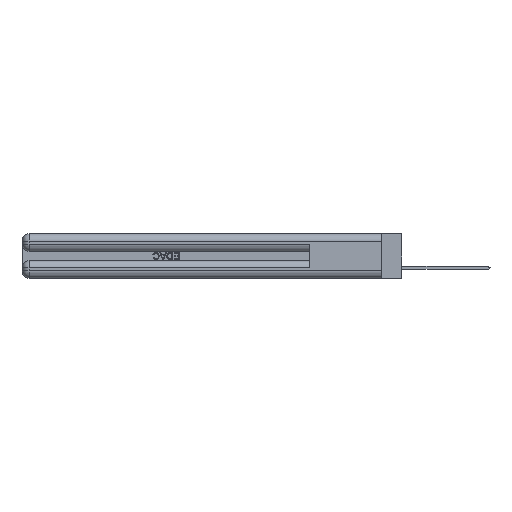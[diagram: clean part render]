
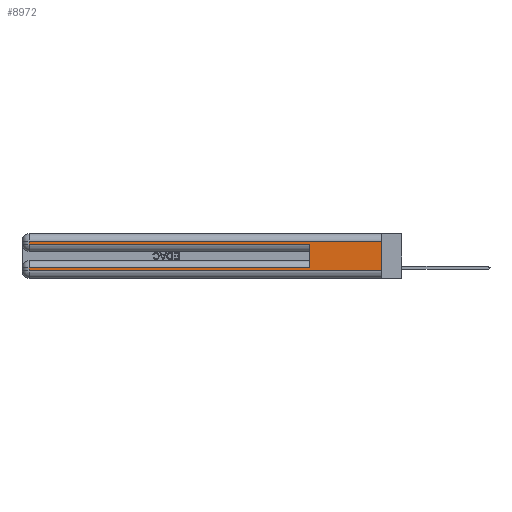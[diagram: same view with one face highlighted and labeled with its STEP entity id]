
A CAD part, left-side view. The second image highlights one B-rep face of the part: STEP entity #8972.
In plain terms, the highlighted planar face has unit normal (-1, 0, 0).
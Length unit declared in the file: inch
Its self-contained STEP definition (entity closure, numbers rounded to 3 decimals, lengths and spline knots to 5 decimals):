
#282 = CARTESIAN_POINT ( 'NONE',  ( 0., 0., 0.37 ) ) ;
#2182 = DIRECTION ( 'NONE',  ( 1., 0., 0. ) ) ;
#2652 = VECTOR ( 'NONE', #10381, 39.37008 ) ;
#3735 = VECTOR ( 'NONE', #45274, 39.37008 ) ;
#3785 = LINE ( 'NONE', #35411, #30688 ) ;
#3920 = EDGE_CURVE ( 'NONE', #37538, #15214, #3785, .T. ) ;
#4723 = LINE ( 'NONE', #32496, #11951 ) ;
#4823 = LINE ( 'NONE', #21016, #2652 ) ;
#5734 = CARTESIAN_POINT ( 'NONE',  ( 0., 2.94, 0.31 ) ) ;
#6401 = VERTEX_POINT ( 'NONE', #24586 ) ;
#6743 = ORIENTED_EDGE ( 'NONE', *, *, #36885, .T. ) ;
#7986 = EDGE_CURVE ( 'NONE', #13308, #32418, #13197, .T. ) ;
#8972 = ADVANCED_FACE ( 'NONE', ( #34990 ), #43821, .F. ) ;
#9633 = LINE ( 'NONE', #28361, #11249 ) ;
#10381 = DIRECTION ( 'NONE',  ( 0., 1., 0. ) ) ;
#11249 = VECTOR ( 'NONE', #31883, 39.37008 ) ;
#11951 = VECTOR ( 'NONE', #32206, 39.37008 ) ;
#13197 = LINE ( 'NONE', #24404, #3735 ) ;
#13308 = VERTEX_POINT ( 'NONE', #38075 ) ;
#14239 = CARTESIAN_POINT ( 'NONE',  ( 0., 2.94, 0.37 ) ) ;
#14311 = CARTESIAN_POINT ( 'NONE',  ( 0., 0.6, 0.285 ) ) ;
#15214 = VERTEX_POINT ( 'NONE', #17866 ) ;
#15726 = ORIENTED_EDGE ( 'NONE', *, *, #43715, .F. ) ;
#16423 = EDGE_CURVE ( 'NONE', #21675, #6401, #9633, .T. ) ;
#17866 = CARTESIAN_POINT ( 'NONE',  ( 0., 2.94, 0.285 ) ) ;
#17991 = DIRECTION ( 'NONE',  ( 0., 0., -1. ) ) ;
#18349 = VECTOR ( 'NONE', #21380, 39.37008 ) ;
#19866 = EDGE_CURVE ( 'NONE', #38911, #37538, #4823, .T. ) ;
#21016 = CARTESIAN_POINT ( 'NONE',  ( 0., 0., 0.31 ) ) ;
#21070 = EDGE_LOOP ( 'NONE', ( #26300, #34839, #32289, #6743, #15726, #45471, #24002, #36110 ) ) ;
#21158 = AXIS2_PLACEMENT_3D ( 'NONE', #26013, #2182, #40709 ) ;
#21380 = DIRECTION ( 'NONE',  ( 0., 0., -1. ) ) ;
#21675 = VERTEX_POINT ( 'NONE', #39889 ) ;
#21884 = DIRECTION ( 'NONE',  ( 0., 0., -1. ) ) ;
#24002 = ORIENTED_EDGE ( 'NONE', *, *, #37454, .T. ) ;
#24404 = CARTESIAN_POINT ( 'NONE',  ( 0., 0., 0.06 ) ) ;
#24472 = CARTESIAN_POINT ( 'NONE',  ( 0., 0., 0.06 ) ) ;
#24586 = CARTESIAN_POINT ( 'NONE',  ( 0., 2.94, 0.085 ) ) ;
#25030 = CARTESIAN_POINT ( 'NONE',  ( 0., 0., 0.31 ) ) ;
#26013 = CARTESIAN_POINT ( 'NONE',  ( 0., 0., 0.37 ) ) ;
#26300 = ORIENTED_EDGE ( 'NONE', *, *, #40900, .F. ) ;
#27905 = LINE ( 'NONE', #282, #18349 ) ;
#28361 = CARTESIAN_POINT ( 'NONE',  ( 0., 0., 0.085 ) ) ;
#30688 = VECTOR ( 'NONE', #17991, 39.37008 ) ;
#31353 = VECTOR ( 'NONE', #21884, 39.37008 ) ;
#31883 = DIRECTION ( 'NONE',  ( 0., 1., 0. ) ) ;
#32206 = DIRECTION ( 'NONE',  ( 0., 0., 1. ) ) ;
#32289 = ORIENTED_EDGE ( 'NONE', *, *, #3920, .T. ) ;
#32418 = VERTEX_POINT ( 'NONE', #24472 ) ;
#32496 = CARTESIAN_POINT ( 'NONE',  ( 0., 0.6, 0.145 ) ) ;
#34131 = VECTOR ( 'NONE', #36018, 39.37008 ) ;
#34667 = CARTESIAN_POINT ( 'NONE',  ( 0., 0., 0.285 ) ) ;
#34839 = ORIENTED_EDGE ( 'NONE', *, *, #19866, .T. ) ;
#34990 = FACE_OUTER_BOUND ( 'NONE', #21070, .T. ) ;
#35290 = LINE ( 'NONE', #34667, #34131 ) ;
#35411 = CARTESIAN_POINT ( 'NONE',  ( 0., 2.94, 0.37 ) ) ;
#36018 = DIRECTION ( 'NONE',  ( 0., -1., 0. ) ) ;
#36110 = ORIENTED_EDGE ( 'NONE', *, *, #7986, .T. ) ;
#36885 = EDGE_CURVE ( 'NONE', #15214, #39389, #35290, .T. ) ;
#37454 = EDGE_CURVE ( 'NONE', #6401, #13308, #39641, .T. ) ;
#37538 = VERTEX_POINT ( 'NONE', #5734 ) ;
#38075 = CARTESIAN_POINT ( 'NONE',  ( 0., 2.94, 0.06 ) ) ;
#38911 = VERTEX_POINT ( 'NONE', #25030 ) ;
#39389 = VERTEX_POINT ( 'NONE', #14311 ) ;
#39641 = LINE ( 'NONE', #14239, #31353 ) ;
#39889 = CARTESIAN_POINT ( 'NONE',  ( 0., 0.6, 0.085 ) ) ;
#40709 = DIRECTION ( 'NONE',  ( 0., 0., -1. ) ) ;
#40900 = EDGE_CURVE ( 'NONE', #38911, #32418, #27905, .T. ) ;
#43715 = EDGE_CURVE ( 'NONE', #21675, #39389, #4723, .T. ) ;
#43821 = PLANE ( 'NONE',  #21158 ) ;
#45274 = DIRECTION ( 'NONE',  ( 0., -1., 0. ) ) ;
#45471 = ORIENTED_EDGE ( 'NONE', *, *, #16423, .T. ) ;
